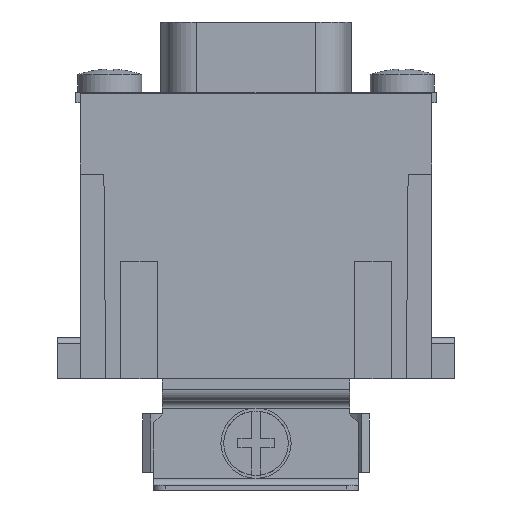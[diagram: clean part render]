
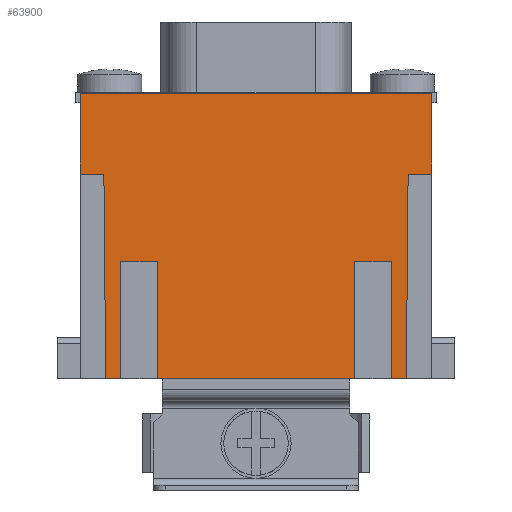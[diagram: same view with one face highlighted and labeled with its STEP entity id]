
A CAD part, left-side view. The second image highlights one B-rep face of the part: STEP entity #63900.
In plain terms, the highlighted face is planar.
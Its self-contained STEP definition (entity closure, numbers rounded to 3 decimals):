
#13620=CARTESIAN_POINT('',(103.397,58.505,-32.5)
);
#13630=VERTEX_POINT('',#13620);
#13660=CARTESIAN_POINT('',(103.397,58.505,-23.1));
#13670=DIRECTION('',(0.,0.,-1.));
#13680=VECTOR('',#13670,1.);
#13690=LINE('',#13660,#13680);
#13700=CARTESIAN_POINT('',(103.397,58.505,-42.5)
);
#13710=VERTEX_POINT('',#13700);
#13720=EDGE_CURVE('',#13630,#13710,#13690,.T.);
#15290=CARTESIAN_POINT('',(103.397,75.405,-23.1
));
#15300=DIRECTION('',(0.,0.,1.));
#15310=VECTOR('',#15300,1.);
#15320=LINE('',#15290,#15310);
#15330=CARTESIAN_POINT('',(103.397,75.405,
-42.5));
#15340=VERTEX_POINT('',#15330);
#15350=CARTESIAN_POINT('',(103.397,75.405,
-32.5));
#15360=VERTEX_POINT('',#15350);
#15370=EDGE_CURVE('',#15340,#15360,#15320,.T.);
#16350=CARTESIAN_POINT('',(103.397,81.955,-25.));
#16360=VERTEX_POINT('',#16350);
#16390=CARTESIAN_POINT('',(103.397,81.955,35.757)
);
#16400=DIRECTION('',(0.,0.,-1.));
#16410=VECTOR('',#16400,1.);
#16420=LINE('',#16390,#16410);
#16430=CARTESIAN_POINT('',(103.397,81.955,-18.1));
#16440=VERTEX_POINT('',#16430);
#16450=EDGE_CURVE('',#16440,#16360,#16420,.T.);
#22470=CARTESIAN_POINT('',(103.397,78.505,-32.5)
);
#22480=VERTEX_POINT('',#22470);
#22580=CARTESIAN_POINT('',(103.397,66.955,-32.5)
);
#22590=DIRECTION('',(0.,1.,0.));
#22600=VECTOR('',#22590,1.);
#22610=LINE('',#22580,#22600);
#22620=EDGE_CURVE('',#15360,#22480,#22610,.T.);
#27870=CARTESIAN_POINT('',(103.397,78.505,-23.1));
#27880=DIRECTION('',(0.,0.,-1.));
#27890=VECTOR('',#27880,1.);
#27900=LINE('',#27870,#27890);
#27910=CARTESIAN_POINT('',(103.397,78.505,-42.5)
);
#27920=VERTEX_POINT('',#27910);
#27930=EDGE_CURVE('',#22480,#27920,#27900,.T.);
#35840=CARTESIAN_POINT('',(103.397,51.955,-18.1));
#35850=VERTEX_POINT('',#35840);
#35900=CARTESIAN_POINT('',(103.397,51.955,-18.1
));
#35910=DIRECTION('',(0.,1.,0.));
#35920=VECTOR('',#35910,1.);
#35930=LINE('',#35900,#35920);
#35940=EDGE_CURVE('',#35850,#16440,#35930,.T.);
#40990=CARTESIAN_POINT('',(103.397,79.802,
-42.5));
#41000=VERTEX_POINT('',#40990);
#41050=CARTESIAN_POINT('',(103.397,79.978,-22.3
));
#41060=DIRECTION('',(0.,-0.009,
-1.));
#41070=VECTOR('',#41060,1.);
#41080=LINE('',#41050,#41070);
#41090=CARTESIAN_POINT('',(103.397,79.955,-25.));
#41100=VERTEX_POINT('',#41090);
#41110=EDGE_CURVE('',#41100,#41000,#41080,.T.);
#41420=CARTESIAN_POINT('',(103.397,55.405,-23.1));
#41430=DIRECTION('',(0.,0.,1.));
#41440=VECTOR('',#41430,1.);
#41450=LINE('',#41420,#41440);
#41460=CARTESIAN_POINT('',(103.397,55.405,-42.5)
);
#41470=VERTEX_POINT('',#41460);
#41480=CARTESIAN_POINT('',(103.397,55.405,-32.5)
);
#41490=VERTEX_POINT('',#41480);
#41500=EDGE_CURVE('',#41470,#41490,#41450,.T.);
#42190=CARTESIAN_POINT('',(103.397,66.955,-32.5)
);
#42200=DIRECTION('',(0.,1.,0.));
#42210=VECTOR('',#42200,1.);
#42220=LINE('',#42190,#42210);
#42230=EDGE_CURVE('',#41490,#13630,#42220,.T.);
#48670=CARTESIAN_POINT('',(103.397,51.955,-25.));
#48680=VERTEX_POINT('',#48670);
#48710=CARTESIAN_POINT('',(103.397,50.393,-25.
));
#48720=DIRECTION('',(0.,1.,0.));
#48730=VECTOR('',#48720,1.);
#48740=LINE('',#48710,#48730);
#48750=CARTESIAN_POINT('',(103.397,53.955,-25.));
#48760=VERTEX_POINT('',#48750);
#48770=EDGE_CURVE('',#48680,#48760,#48740,.T.);
#49820=CARTESIAN_POINT('',(103.397,50.393,-25.
));
#49830=DIRECTION('',(0.,1.,0.));
#49840=VECTOR('',#49830,1.);
#49850=LINE('',#49820,#49840);
#49860=EDGE_CURVE('',#41100,#16360,#49850,.T.);
#57060=CARTESIAN_POINT('',(103.397,51.955,-23.1));
#57070=DIRECTION('',(0.,0.,-1.));
#57080=VECTOR('',#57070,1.);
#57090=LINE('',#57060,#57080);
#57100=EDGE_CURVE('',#35850,#48680,#57090,.T.);
#57640=CARTESIAN_POINT('',(103.397,54.107,
-42.5));
#57650=VERTEX_POINT('',#57640);
#57700=CARTESIAN_POINT('',(103.397,53.931,-22.3)
);
#57710=DIRECTION('',(0.,-0.009,
1.));
#57720=VECTOR('',#57710,1.);
#57730=LINE('',#57700,#57720);
#57740=EDGE_CURVE('',#57650,#48760,#57730,.T.);
#63520=CARTESIAN_POINT('',(103.397,73.955,-18.1));
#63530=DIRECTION('',(1.,0.,0.));
#63540=DIRECTION('',(0.,-1.,0.));
#63550=AXIS2_PLACEMENT_3D('',#63520,#63530,#63540);
#63560=PLANE('',#63550);
#63570=ORIENTED_EDGE('',*,*,#41500,.T.);
#63580=CARTESIAN_POINT('',(103.397,54.513,-42.5)
);
#63590=DIRECTION('',(0.,1.,0.));
#63600=VECTOR('',#63590,1.);
#63610=LINE('',#63580,#63600);
#63620=EDGE_CURVE('',#57650,#41470,#63610,.T.);
#63630=ORIENTED_EDGE('',*,*,#63620,.T.);
#63640=ORIENTED_EDGE('',*,*,#57740,.F.);
#63650=ORIENTED_EDGE('',*,*,#48770,.T.);
#63660=ORIENTED_EDGE('',*,*,#57100,.T.);
#63670=ORIENTED_EDGE('',*,*,#35940,.F.);
#63680=ORIENTED_EDGE('',*,*,#16450,.F.);
#63690=ORIENTED_EDGE('',*,*,#49860,.T.);
#63700=ORIENTED_EDGE('',*,*,#41110,.F.);
#63710=CARTESIAN_POINT('',(103.397,66.955,-42.5)
);
#63720=DIRECTION('',(0.,1.,0.));
#63730=VECTOR('',#63720,1.);
#63740=LINE('',#63710,#63730);
#63750=EDGE_CURVE('',#27920,#41000,#63740,.T.);
#63760=ORIENTED_EDGE('',*,*,#63750,.T.);
#63770=ORIENTED_EDGE('',*,*,#27930,.T.);
#63780=ORIENTED_EDGE('',*,*,#22620,.T.);
#63790=ORIENTED_EDGE('',*,*,#15370,.T.);
#63800=CARTESIAN_POINT('',(103.397,66.955,-42.5)
);
#63810=DIRECTION('',(0.,1.,0.));
#63820=VECTOR('',#63810,1.);
#63830=LINE('',#63800,#63820);
#63840=EDGE_CURVE('',#13710,#15340,#63830,.T.);
#63850=ORIENTED_EDGE('',*,*,#63840,.T.);
#63860=ORIENTED_EDGE('',*,*,#13720,.T.);
#63870=ORIENTED_EDGE('',*,*,#42230,.T.);
#63880=EDGE_LOOP('',(#63870,#63860,#63850,#63790,#63780,#63770,#63760,
#63700,#63690,#63680,#63670,#63660,#63650,#63640,#63630,#63570));
#63890=FACE_OUTER_BOUND('',#63880,.T.);
#63900=ADVANCED_FACE('',(#63890),#63560,.T.);
